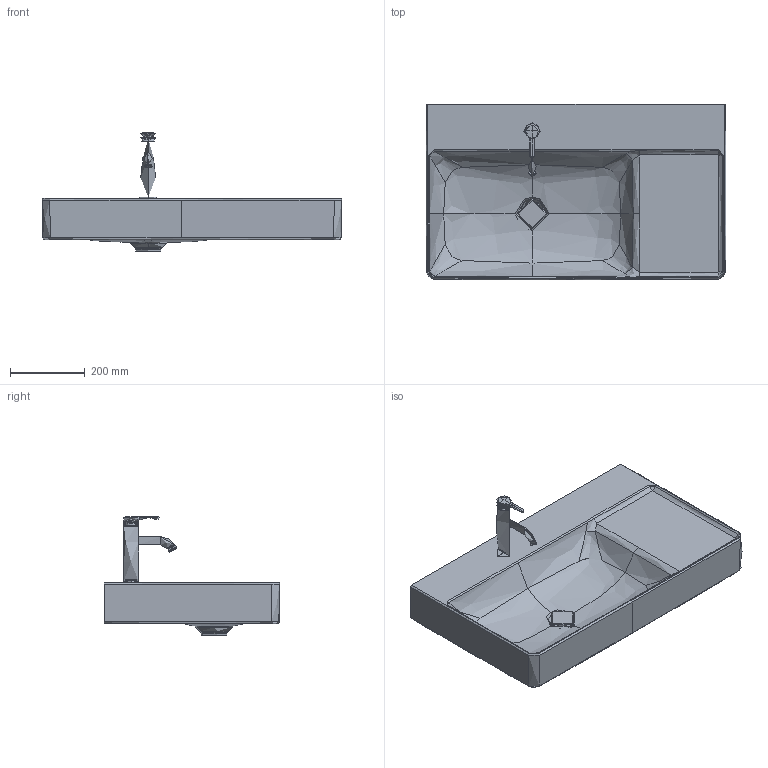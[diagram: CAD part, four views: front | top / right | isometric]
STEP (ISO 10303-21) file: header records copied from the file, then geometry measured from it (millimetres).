
FILE_DESCRIPTION(/* description */ (''),/* implementation_level */ '2;1');
FILE_NAME(/* name */ 't',/* time_stamp */ '2019-02-21T10:27:29+01:00',/* author */ (''),/* organization */ (''),/* preprocessor_version */ 'ST-DEVELOPER v15',/* originating_system */ '',/* authorisation */ '');
FILE_SCHEMA (('AUTOMOTIVE_DESIGN'));
Length unit declared in the file: millimetre
Products named in the file (1): Document
Bounding box: 799.89 x 469.94 x 316.23 mm (x, y, z)
Volume: 42472.6 mm3; surface area: 1330736.7 mm2
Topology: 8 solids, 20 shells, 812 faces, 1957 edges, 1151 vertices
Faces by surface type: bspline 812
Entity records: 122575 total; most frequent: CARTESIAN_POINT 98844, B_SPLINE_CURVE_WITH_KNOTS 4510, ORIENTED_EDGE 3767, PCURVE 3767, DEFINITIONAL_REPRESENTATION 3767, SURFACE_CURVE 1926, EDGE_CURVE 1926, VERTEX_POINT 1151
